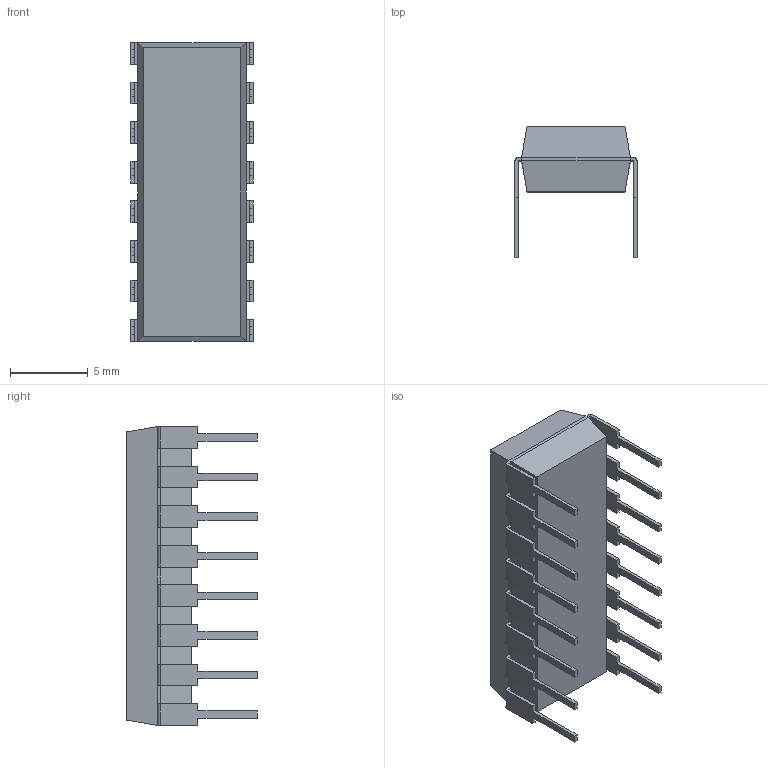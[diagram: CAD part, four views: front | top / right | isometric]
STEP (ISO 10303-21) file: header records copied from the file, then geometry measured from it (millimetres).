
FILE_DESCRIPTION (( 'STEP AP214' ), '1' );
FILE_NAME ('P16+7F.STEP', '2020-12-01T07:58:36', ( '' ), ( '' ), 'SwSTEP 2.0', 'SolidWorks 2018', '' );
FILE_SCHEMA (( 'AUTOMOTIVE_DESIGN' ));
Length unit declared in the file: millimetre
Products named in the file (1): P16+7F
Bounding box: 7.83 x 8.38 x 19.18 mm (x, y, z)
Volume: 543.3 mm3; surface area: 682.4 mm2
Topology: 17 solids, 17 shells, 222 faces, 556 edges, 368 vertices
Faces by surface type: plane 206, cylinder 16
Entity records: 6686 total; most frequent: CARTESIAN_POINT 1147, ORIENTED_EDGE 1112, DIRECTION 1034, EDGE_CURVE 556, LINE 524, VECTOR 524, VERTEX_POINT 368, AXIS2_PLACEMENT_3D 255
